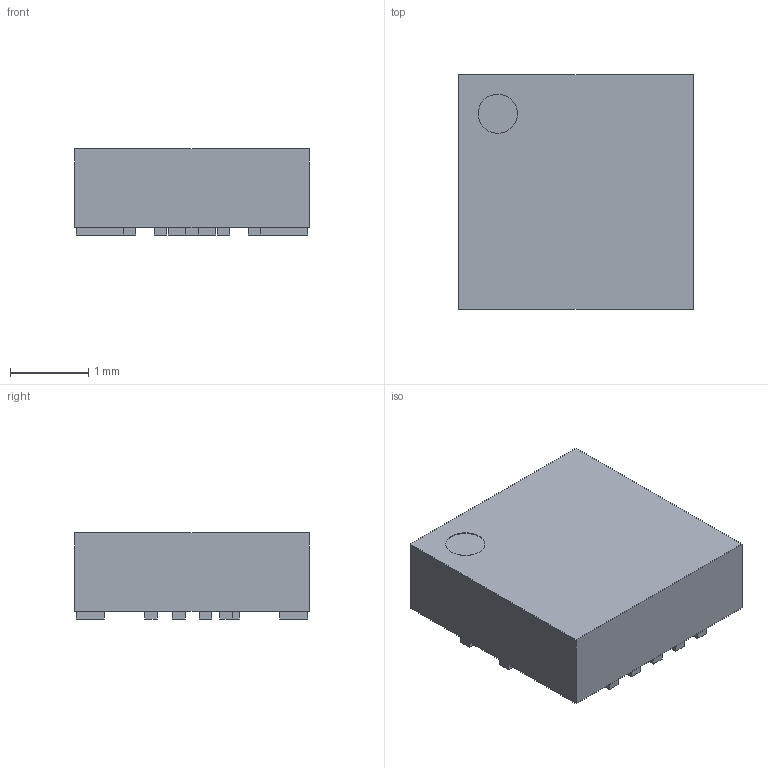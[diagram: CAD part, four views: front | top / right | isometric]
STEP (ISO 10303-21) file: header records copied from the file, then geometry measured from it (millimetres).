
FILE_DESCRIPTION (( 'STEP AP214' ), '1' );
FILE_NAME ('FCQFN16.STEP', '2020-06-08T22:22:13', ( 'Bee-bee-mama' ), ( '' ), 'SwSTEP 2.0', 'SolidWorks 2018', '' );
FILE_SCHEMA (( 'AUTOMOTIVE_DESIGN' ));
Length unit declared in the file: millimetre
Products named in the file (1): FCQFN16
Bounding box: 3 x 3 x 1.1 mm (x, y, z)
Volume: 9.1 mm3; surface area: 34.6 mm2
Topology: 17 solids, 17 shells, 105 faces, 210 edges, 140 vertices
Faces by surface type: plane 103, cylinder 2
Entity records: 2879 total; most frequent: CARTESIAN_POINT 456, DIRECTION 426, ORIENTED_EDGE 420, EDGE_CURVE 210, LINE 206, VECTOR 206, VERTEX_POINT 140, AXIS2_PLACEMENT_3D 110
